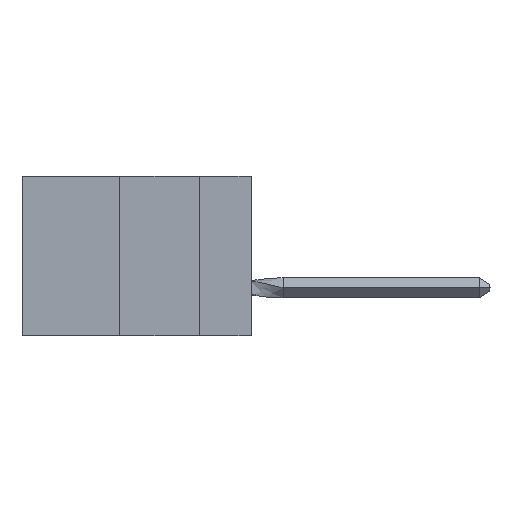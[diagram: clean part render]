
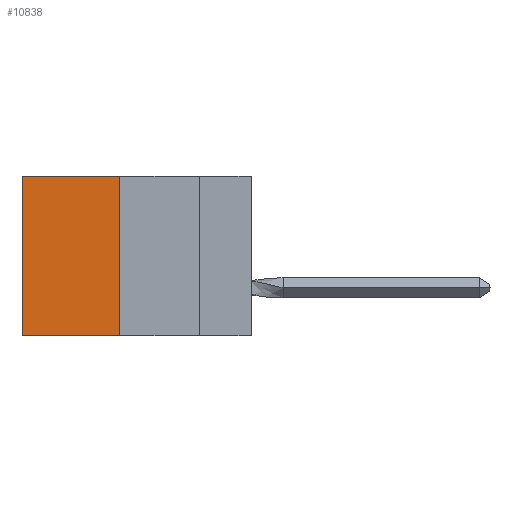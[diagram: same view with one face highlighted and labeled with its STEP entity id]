
A CAD part, left-side view. The second image highlights one B-rep face of the part: STEP entity #10838.
In plain terms, the highlighted planar face has unit normal (-1, 0, 0).
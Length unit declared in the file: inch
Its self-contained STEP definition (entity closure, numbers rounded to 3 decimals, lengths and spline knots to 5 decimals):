
#665 = DIRECTION ( 'NONE',  ( 0., 0., -1. ) ) ;
#1738 = CARTESIAN_POINT ( 'NONE',  ( 0.305, 0.72, -0.5 ) ) ;
#1909 = ORIENTED_EDGE ( 'NONE', *, *, #17936, .F. ) ;
#3160 = CARTESIAN_POINT ( 'NONE',  ( 0.305, 0.413, -0.5 ) ) ;
#3818 = VERTEX_POINT ( 'NONE', #24679 ) ;
#5801 = DIRECTION ( 'NONE',  ( 0., 0., -1. ) ) ;
#6268 = EDGE_CURVE ( 'NONE', #3818, #11087, #23667, .T. ) ;
#6405 = EDGE_LOOP ( 'NONE', ( #8246, #6979, #1909, #7865 ) ) ;
#6979 = ORIENTED_EDGE ( 'NONE', *, *, #9155, .F. ) ;
#7865 = ORIENTED_EDGE ( 'NONE', *, *, #13115, .T. ) ;
#8246 = ORIENTED_EDGE ( 'NONE', *, *, #6268, .T. ) ;
#9086 = DIRECTION ( 'NONE',  ( 0., 1., 0. ) ) ;
#9155 = EDGE_CURVE ( 'NONE', #14710, #11087, #19048, .T. ) ;
#10189 = CARTESIAN_POINT ( 'NONE',  ( 0.305, 0.413, 0. ) ) ;
#10269 = CARTESIAN_POINT ( 'NONE',  ( 0.305, 0.413, -0.5 ) ) ;
#10469 = VECTOR ( 'NONE', #665, 39.37008 ) ;
#10572 = LINE ( 'NONE', #23448, #13450 ) ;
#10823 = DIRECTION ( 'NONE',  ( 0., 1., 0. ) ) ;
#10838 = ADVANCED_FACE ( 'NONE', ( #18929 ), #17837, .F. ) ;
#11087 = VERTEX_POINT ( 'NONE', #12614 ) ;
#12431 = VECTOR ( 'NONE', #21934, 39.37008 ) ;
#12614 = CARTESIAN_POINT ( 'NONE',  ( 0.305, 0.72, -0.5 ) ) ;
#12832 = AXIS2_PLACEMENT_3D ( 'NONE', #16059, #24352, #5801 ) ;
#13115 = EDGE_CURVE ( 'NONE', #16489, #3818, #10572, .T. ) ;
#13450 = VECTOR ( 'NONE', #10823, 39.37008 ) ;
#14710 = VERTEX_POINT ( 'NONE', #10269 ) ;
#15007 = LINE ( 'NONE', #17259, #10469 ) ;
#16059 = CARTESIAN_POINT ( 'NONE',  ( 0.305, 0.413, -0.5 ) ) ;
#16489 = VERTEX_POINT ( 'NONE', #10189 ) ;
#17259 = CARTESIAN_POINT ( 'NONE',  ( 0.305, 0.413, -0.5 ) ) ;
#17837 = PLANE ( 'NONE',  #12832 ) ;
#17936 = EDGE_CURVE ( 'NONE', #16489, #14710, #15007, .T. ) ;
#18929 = FACE_OUTER_BOUND ( 'NONE', #6405, .T. ) ;
#19048 = LINE ( 'NONE', #3160, #23810 ) ;
#21934 = DIRECTION ( 'NONE',  ( 0., 0., -1. ) ) ;
#23448 = CARTESIAN_POINT ( 'NONE',  ( 0.305, 0.413, 0. ) ) ;
#23667 = LINE ( 'NONE', #1738, #12431 ) ;
#23810 = VECTOR ( 'NONE', #9086, 39.37008 ) ;
#24352 = DIRECTION ( 'NONE',  ( 1., 0., 0. ) ) ;
#24679 = CARTESIAN_POINT ( 'NONE',  ( 0.305, 0.72, 0. ) ) ;
